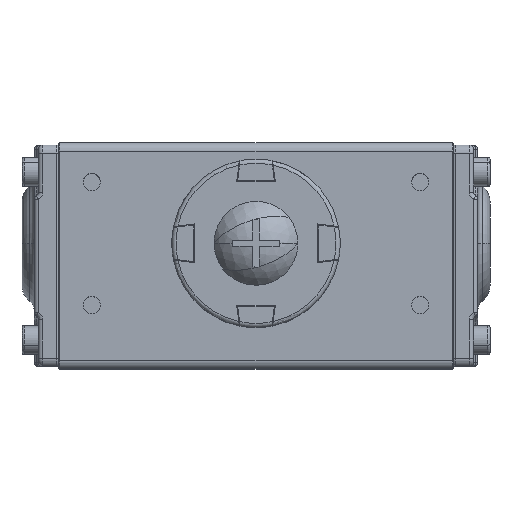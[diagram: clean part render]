
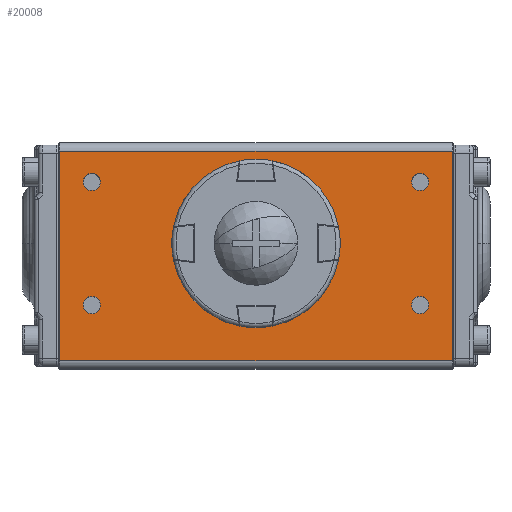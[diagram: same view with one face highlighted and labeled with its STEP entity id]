
A CAD part, top view. The second image highlights one B-rep face of the part: STEP entity #20008.
In plain terms, the highlighted planar face has unit normal (0, 0, 1).
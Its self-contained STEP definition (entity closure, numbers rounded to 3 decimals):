
#19869=CARTESIAN_POINT('',(48.,-30.5,82.5));
#19870=DIRECTION('',(-0.,0.,-1.));
#19871=DIRECTION('',(-1.,0.,0.));
#19872=AXIS2_PLACEMENT_3D('',#19869,#19870,#19871);
#19873=PLANE('',#19872);
#19874=CARTESIAN_POINT('',(42.1,15.,82.5));
#19875=VERTEX_POINT('',#19874);
#19876=CARTESIAN_POINT('',(37.9,15.,82.5));
#19877=VERTEX_POINT('',#19876);
#19878=CARTESIAN_POINT('',(40.,15.,82.5));
#19879=DIRECTION('',(0.,-0.,1.));
#19880=DIRECTION('',(1.,-0.,-0.));
#19881=AXIS2_PLACEMENT_3D('',#19878,#19879,#19880);
#19882=CIRCLE('',#19881,2.1);
#19883=EDGE_CURVE('NONE',#19875,#19877,#19882,.T.);
#19884=ORIENTED_EDGE('',*,*,#19883,.F.);
#19885=CARTESIAN_POINT('',(40.,15.,82.5));
#19886=DIRECTION('',(0.,-0.,1.));
#19887=DIRECTION('',(1.,-0.,-0.));
#19888=AXIS2_PLACEMENT_3D('',#19885,#19886,#19887);
#19889=CIRCLE('',#19888,2.1);
#19890=EDGE_CURVE('NONE',#19877,#19875,#19889,.T.);
#19891=ORIENTED_EDGE('',*,*,#19890,.F.);
#19892=EDGE_LOOP('',(#19884,#19891));
#19893=FACE_BOUND('',#19892,.T.);
#19894=CARTESIAN_POINT('',(42.1,-15.,82.5));
#19895=VERTEX_POINT('',#19894);
#19896=CARTESIAN_POINT('',(37.9,-15.,82.5));
#19897=VERTEX_POINT('',#19896);
#19898=CARTESIAN_POINT('',(40.,-15.,82.5));
#19899=DIRECTION('',(0.,-0.,1.));
#19900=DIRECTION('',(1.,-0.,-0.));
#19901=AXIS2_PLACEMENT_3D('',#19898,#19899,#19900);
#19902=CIRCLE('',#19901,2.1);
#19903=EDGE_CURVE('NONE',#19895,#19897,#19902,.T.);
#19904=ORIENTED_EDGE('',*,*,#19903,.F.);
#19905=CARTESIAN_POINT('',(40.,-15.,82.5));
#19906=DIRECTION('',(0.,-0.,1.));
#19907=DIRECTION('',(1.,-0.,-0.));
#19908=AXIS2_PLACEMENT_3D('',#19905,#19906,#19907);
#19909=CIRCLE('',#19908,2.1);
#19910=EDGE_CURVE('NONE',#19897,#19895,#19909,.T.);
#19911=ORIENTED_EDGE('',*,*,#19910,.F.);
#19912=EDGE_LOOP('',(#19904,#19911));
#19913=FACE_BOUND('',#19912,.T.);
#19914=CARTESIAN_POINT('',(-37.9,-15.,82.5));
#19915=VERTEX_POINT('',#19914);
#19916=CARTESIAN_POINT('',(-42.1,-15.,82.5));
#19917=VERTEX_POINT('',#19916);
#19918=CARTESIAN_POINT('',(-40.,-15.,82.5));
#19919=DIRECTION('',(0.,-0.,1.));
#19920=DIRECTION('',(1.,-0.,-0.));
#19921=AXIS2_PLACEMENT_3D('',#19918,#19919,#19920);
#19922=CIRCLE('',#19921,2.1);
#19923=EDGE_CURVE('NONE',#19915,#19917,#19922,.T.);
#19924=ORIENTED_EDGE('',*,*,#19923,.F.);
#19925=CARTESIAN_POINT('',(-40.,-15.,82.5));
#19926=DIRECTION('',(0.,-0.,1.));
#19927=DIRECTION('',(1.,-0.,-0.));
#19928=AXIS2_PLACEMENT_3D('',#19925,#19926,#19927);
#19929=CIRCLE('',#19928,2.1);
#19930=EDGE_CURVE('NONE',#19917,#19915,#19929,.T.);
#19931=ORIENTED_EDGE('',*,*,#19930,.F.);
#19932=EDGE_LOOP('',(#19924,#19931));
#19933=FACE_BOUND('',#19932,.T.);
#19934=CARTESIAN_POINT('',(-37.9,15.,82.5));
#19935=VERTEX_POINT('',#19934);
#19936=CARTESIAN_POINT('',(-42.1,15.,82.5));
#19937=VERTEX_POINT('',#19936);
#19938=CARTESIAN_POINT('',(-40.,15.,82.5));
#19939=DIRECTION('',(0.,-0.,1.));
#19940=DIRECTION('',(1.,-0.,-0.));
#19941=AXIS2_PLACEMENT_3D('',#19938,#19939,#19940);
#19942=CIRCLE('',#19941,2.1);
#19943=EDGE_CURVE('NONE',#19935,#19937,#19942,.T.);
#19944=ORIENTED_EDGE('',*,*,#19943,.F.);
#19945=CARTESIAN_POINT('',(-40.,15.,82.5));
#19946=DIRECTION('',(0.,-0.,1.));
#19947=DIRECTION('',(1.,-0.,-0.));
#19948=AXIS2_PLACEMENT_3D('',#19945,#19946,#19947);
#19949=CIRCLE('',#19948,2.1);
#19950=EDGE_CURVE('NONE',#19937,#19935,#19949,.T.);
#19951=ORIENTED_EDGE('',*,*,#19950,.F.);
#19952=EDGE_LOOP('',(#19944,#19951));
#19953=FACE_BOUND('',#19952,.T.);
#19954=CARTESIAN_POINT('',(47.8,22.5,82.5));
#19955=VERTEX_POINT('',#19954);
#19956=CARTESIAN_POINT('',(-47.8,22.5,82.5));
#19957=VERTEX_POINT('',#19956);
#19958=CARTESIAN_POINT('',(47.8,22.5,82.5));
#19959=DIRECTION('',(-1.,0.,0.));
#19960=VECTOR('',#19959,95.6);
#19961=LINE('',#19958,#19960);
#19962=EDGE_CURVE('',#19955,#19957,#19961,.T.);
#19963=ORIENTED_EDGE('',*,*,#19962,.T.);
#19964=CARTESIAN_POINT('',(-47.8,-28.5,82.5));
#19965=VERTEX_POINT('',#19964);
#19966=CARTESIAN_POINT('',(-47.8,22.5,82.5));
#19967=DIRECTION('',(-0.,-1.,0.));
#19968=VECTOR('',#19967,51.);
#19969=LINE('',#19966,#19968);
#19970=EDGE_CURVE('',#19957,#19965,#19969,.T.);
#19971=ORIENTED_EDGE('',*,*,#19970,.T.);
#19972=CARTESIAN_POINT('',(47.8,-28.5,82.5));
#19973=VERTEX_POINT('',#19972);
#19974=CARTESIAN_POINT('',(-47.8,-28.5,82.5));
#19975=DIRECTION('',(1.,-0.,-0.));
#19976=VECTOR('',#19975,95.6);
#19977=LINE('',#19974,#19976);
#19978=EDGE_CURVE('',#19965,#19973,#19977,.T.);
#19979=ORIENTED_EDGE('',*,*,#19978,.T.);
#19980=CARTESIAN_POINT('',(47.8,-28.5,82.5));
#19981=DIRECTION('',(0.,1.,-0.));
#19982=VECTOR('',#19981,51.);
#19983=LINE('',#19980,#19982);
#19984=EDGE_CURVE('',#19973,#19955,#19983,.T.);
#19985=ORIENTED_EDGE('',*,*,#19984,.T.);
#19986=EDGE_LOOP('',(#19963,#19971,#19979,#19985));
#19987=FACE_BOUND('',#19986,.T.);
#19988=CARTESIAN_POINT('',(-0.,7.,82.5));
#19989=VERTEX_POINT('',#19988);
#19990=CARTESIAN_POINT('',(-0.,-7.,82.5));
#19991=VERTEX_POINT('',#19990);
#19992=CARTESIAN_POINT('',(-0.,0.,82.5));
#19993=DIRECTION('',(-0.,0.,-1.));
#19994=DIRECTION('',(-1.,0.,0.));
#19995=AXIS2_PLACEMENT_3D('',#19992,#19993,#19994);
#19996=CIRCLE('',#19995,7.);
#19997=EDGE_CURVE('',#19989,#19991,#19996,.T.);
#19998=ORIENTED_EDGE('',*,*,#19997,.T.);
#19999=CARTESIAN_POINT('',(-0.,0.,82.5));
#20000=DIRECTION('',(-0.,0.,-1.));
#20001=DIRECTION('',(-1.,0.,0.));
#20002=AXIS2_PLACEMENT_3D('',#19999,#20000,#20001);
#20003=CIRCLE('',#20002,7.);
#20004=EDGE_CURVE('',#19991,#19989,#20003,.T.);
#20005=ORIENTED_EDGE('',*,*,#20004,.T.);
#20006=EDGE_LOOP('',(#19998,#20005));
#20007=FACE_BOUND('',#20006,.T.);
#20008=ADVANCED_FACE('',(#19893,#19913,#19933,#19953,#19987,#20007),#19873,.F.);
